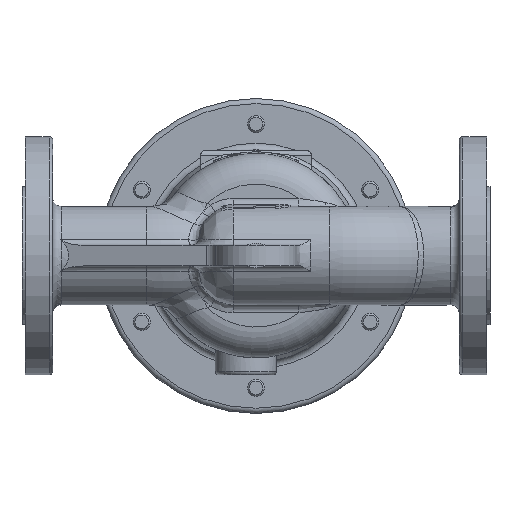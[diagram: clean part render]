
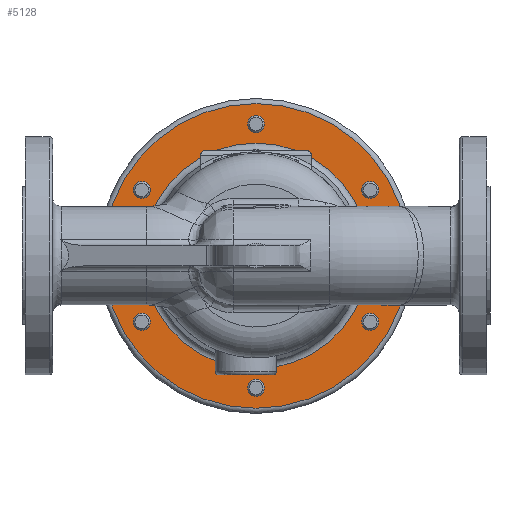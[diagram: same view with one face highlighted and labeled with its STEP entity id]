
A CAD part, top view. The second image highlights one B-rep face of the part: STEP entity #5128.
In plain terms, the highlighted planar face has unit normal (0, 0, 1).
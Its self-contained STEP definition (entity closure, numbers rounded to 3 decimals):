
#5031=CARTESIAN_POINT('',(-66.279,0.,129.5));
#5032=VERTEX_POINT('',#5031);
#5033=CARTESIAN_POINT('',(0.0,0.0,129.5));
#5034=DIRECTION('',(0.0,0.0,1.0));
#5035=DIRECTION('',(1.0,0.0,0.0));
#5036=AXIS2_PLACEMENT_3D('',#5033,#5034,#5035);
#5037=CIRCLE('',#5036,66.279);
#5038=EDGE_CURVE('',#5032,#5032,#5037,.T.);
#5043=CARTESIAN_POINT('',(0.0,0.0,129.5));
#5044=DIRECTION('',(0.0,0.0,-1.0));
#5045=DIRECTION('',(-1.0,0.0,0.0));
#5046=AXIS2_PLACEMENT_3D('',#5043,#5044,#5045);
#5047=PLANE('',#5046);
#5048=CARTESIAN_POINT('',(89.5,0.,129.5));
#5049=VERTEX_POINT('',#5048);
#5050=CARTESIAN_POINT('',(0.0,0.0,129.5));
#5051=DIRECTION('',(0.0,0.0,-1.0));
#5052=DIRECTION('',(-1.0,0.0,0.0));
#5053=AXIS2_PLACEMENT_3D('',#5050,#5051,#5052);
#5054=CIRCLE('',#5053,89.5);
#5055=EDGE_CURVE('',#5049,#5049,#5054,.T.);
#5056=ORIENTED_EDGE('',*,*,#5055,.F.);
#5057=EDGE_LOOP('',(#5056));
#5058=FACE_OUTER_BOUND('',#5057,.T.);
#5059=CARTESIAN_POINT('',(5.0,77.5,129.5));
#5060=VERTEX_POINT('',#5059);
#5061=CARTESIAN_POINT('',(0.0,77.5,129.5));
#5062=DIRECTION('',(0.0,0.0,-1.0));
#5063=DIRECTION('',(-1.0,0.0,0.0));
#5064=AXIS2_PLACEMENT_3D('',#5061,#5062,#5063);
#5065=CIRCLE('',#5064,5.0);
#5066=EDGE_CURVE('',#5060,#5060,#5065,.T.);
#5067=ORIENTED_EDGE('',*,*,#5066,.T.);
#5068=EDGE_LOOP('',(#5067));
#5069=FACE_BOUND('',#5068,.T.);
#5070=CARTESIAN_POINT('',(69.617,34.42,129.5));
#5071=VERTEX_POINT('',#5070);
#5072=CARTESIAN_POINT('',(67.117,38.75,129.5));
#5073=DIRECTION('',(0.0,0.0,-1.0));
#5074=DIRECTION('',(-0.5,0.866,0.0));
#5075=AXIS2_PLACEMENT_3D('',#5072,#5073,#5074);
#5076=CIRCLE('',#5075,5.0);
#5077=EDGE_CURVE('',#5071,#5071,#5076,.T.);
#5078=ORIENTED_EDGE('',*,*,#5077,.T.);
#5079=EDGE_LOOP('',(#5078));
#5080=FACE_BOUND('',#5079,.T.);
#5081=CARTESIAN_POINT('',(64.617,-43.08,129.5));
#5082=VERTEX_POINT('',#5081);
#5083=CARTESIAN_POINT('',(67.117,-38.75,129.5));
#5084=DIRECTION('',(0.0,0.0,-1.0));
#5085=DIRECTION('',(0.5,0.866,0.0));
#5086=AXIS2_PLACEMENT_3D('',#5083,#5084,#5085);
#5087=CIRCLE('',#5086,5.0);
#5088=EDGE_CURVE('',#5082,#5082,#5087,.T.);
#5089=ORIENTED_EDGE('',*,*,#5088,.T.);
#5090=EDGE_LOOP('',(#5089));
#5091=FACE_BOUND('',#5090,.T.);
#5092=CARTESIAN_POINT('',(-5.,-77.5,129.5));
#5093=VERTEX_POINT('',#5092);
#5094=CARTESIAN_POINT('',(0.,-77.5,129.5));
#5095=DIRECTION('',(0.0,0.0,-1.0));
#5096=DIRECTION('',(1.0,0.0,0.0));
#5097=AXIS2_PLACEMENT_3D('',#5094,#5095,#5096);
#5098=CIRCLE('',#5097,5.0);
#5099=EDGE_CURVE('',#5093,#5093,#5098,.T.);
#5100=ORIENTED_EDGE('',*,*,#5099,.T.);
#5101=EDGE_LOOP('',(#5100));
#5102=FACE_BOUND('',#5101,.T.);
#5103=CARTESIAN_POINT('',(-69.617,-34.42,129.5));
#5104=VERTEX_POINT('',#5103);
#5105=CARTESIAN_POINT('',(-67.117,-38.75,129.5));
#5106=DIRECTION('',(0.0,0.0,-1.0));
#5107=DIRECTION('',(0.5,-0.866,0.0));
#5108=AXIS2_PLACEMENT_3D('',#5105,#5106,#5107);
#5109=CIRCLE('',#5108,5.0);
#5110=EDGE_CURVE('',#5104,#5104,#5109,.T.);
#5111=ORIENTED_EDGE('',*,*,#5110,.T.);
#5112=EDGE_LOOP('',(#5111));
#5113=FACE_BOUND('',#5112,.T.);
#5114=CARTESIAN_POINT('',(-64.617,43.08,129.5));
#5115=VERTEX_POINT('',#5114);
#5116=CARTESIAN_POINT('',(-67.117,38.75,129.5));
#5117=DIRECTION('',(0.0,0.0,-1.0));
#5118=DIRECTION('',(-0.5,-0.866,0.0));
#5119=AXIS2_PLACEMENT_3D('',#5116,#5117,#5118);
#5120=CIRCLE('',#5119,5.0);
#5121=EDGE_CURVE('',#5115,#5115,#5120,.T.);
#5122=ORIENTED_EDGE('',*,*,#5121,.T.);
#5123=EDGE_LOOP('',(#5122));
#5124=FACE_BOUND('',#5123,.T.);
#5125=ORIENTED_EDGE('',*,*,#5038,.F.);
#5126=EDGE_LOOP('',(#5125));
#5127=FACE_BOUND('',#5126,.T.);
#5128=ADVANCED_FACE('',(#5058,#5069,#5080,#5091,#5102,#5113,#5124,#5127),#5047,.F.);
